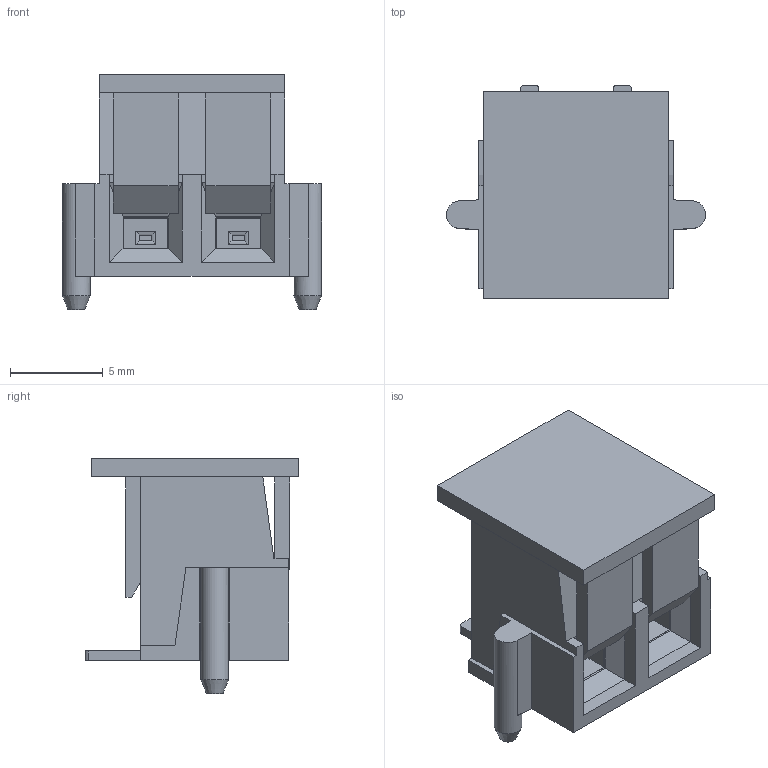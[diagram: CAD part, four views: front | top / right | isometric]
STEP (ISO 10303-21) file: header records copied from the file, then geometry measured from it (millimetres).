
FILE_DESCRIPTION(('FreeCAD Model'),'2;1');
FILE_NAME('_917097103xx_cp.step', '2021-02-08T19:48:38',('kicad StepUp'),('ksu MCAD'), 'Open CASCADE STEP processor 7.3','FreeCAD','Unknown');
FILE_SCHEMA(('AUTOMOTIVE_DESIGN { 1 0 10303 214 1 1 1 1 }'));
Length unit declared in the file: millimetre
Products named in the file (1): _917097103xx_cp
Bounding box: 14 x 11.55 x 12.7 mm (x, y, z)
Volume: 728.3 mm3; surface area: 2000.6 mm2
Topology: 8 solids, 8 shells, 280 faces, 732 edges, 472 vertices
Faces by surface type: plane 214, cylinder 50, cone 6, torus 6, bspline 4
Full cylindrical faces by diameter (mm): 1.5 x2, 2.4 x2, 2.9 x2, 3.75 x4
Entity records: 10744 total; most frequent: CARTESIAN_POINT 1841, ORIENTED_EDGE 1464, DIRECTION 1368, EDGE_CURVE 732, LINE 582, VECTOR 582, VERTEX_POINT 472, AXIS2_PLACEMENT_3D 393
